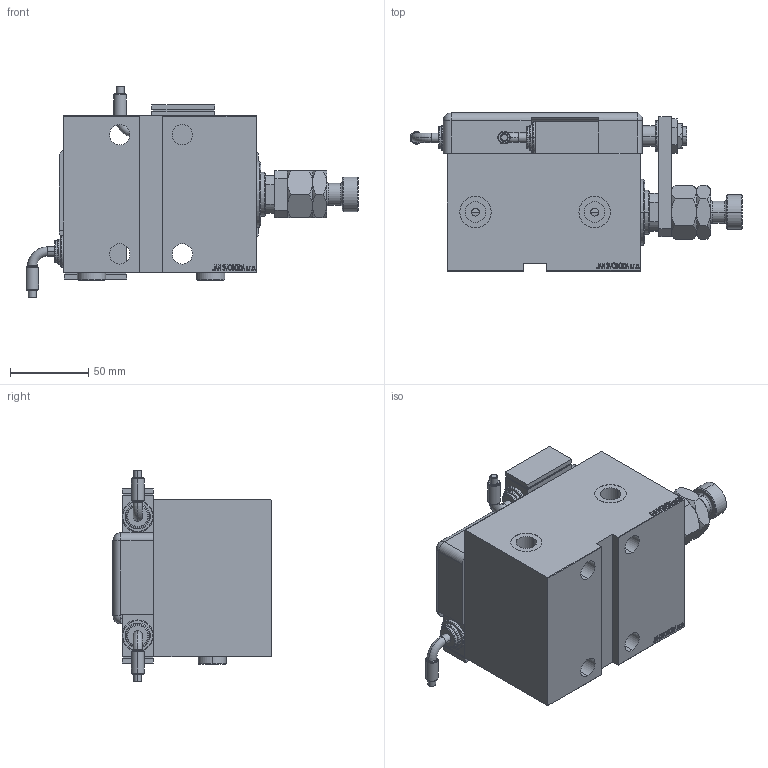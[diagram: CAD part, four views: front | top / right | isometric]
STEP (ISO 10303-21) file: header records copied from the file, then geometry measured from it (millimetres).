
FILE_DESCRIPTION (( 'STEP AP203' ), '1' );
FILE_NAME ('54cd.STEP', '2024-02-12T05:53:43', ( '' ), ( '' ), 'SwSTEP 2.0', 'SolidWorks 2019', '' );
FILE_SCHEMA (( 'CONFIG_CONTROL_DESIGN' ));
Length unit declared in the file: millimetre
Products named in the file (15): V450CM_VC_B 24c67f4d81d251b0a2ddf47513277338; SWITCH DIM A_G 24c67f4d81d251b0a2ddf47513277338; SWITCH_Q_FRONT_BACK 24c67f4d81d251b0a2ddf47513277338; NUT_D13 24c67f4d81d251b0a2ddf47513277338; MAGNETIC SWITCH Q 24c67f4d81d251b0a2ddf47513277338; KRYT 24c67f4d81d251b0a2ddf47513277338; 54cd; Zatka_OIL_PORT 24c67f4d81d251b0a2ddf47513277338; V450CM_E_Body 24c67f4d81d251b0a2ddf47513277338; NUT_D19 24c67f4d81d251b0a2ddf47513277338; TYC 24c67f4d81d251b0a2ddf47513277338; SWITCH Q 24c67f4d81d251b0a2ddf47513277338; ZARAZKA_Q 24c67f4d81d251b0a2ddf47513277338; Q_T_W_MFA 24c67f4d81d251b0a2ddf47513277338; V450CM_E_VCP 24c67f4d81d251b0a2ddf47513277338
Assembly tree (16 placements, depth 3):
  54cd
    V450CM_E_Body 24c67f4d81d251b0a2ddf47513277338
    V450CM_E_VCP 24c67f4d81d251b0a2ddf47513277338
    V450CM_VC_B 24c67f4d81d251b0a2ddf47513277338
    MAGNETIC SWITCH Q 24c67f4d81d251b0a2ddf47513277338
      SWITCH_Q_FRONT_BACK 24c67f4d81d251b0a2ddf47513277338
      TYC 24c67f4d81d251b0a2ddf47513277338
      ZARAZKA_Q 24c67f4d81d251b0a2ddf47513277338
      SWITCH DIM A_G 24c67f4d81d251b0a2ddf47513277338
      NUT_D19 24c67f4d81d251b0a2ddf47513277338
      NUT_D13 24c67f4d81d251b0a2ddf47513277338
      KRYT 24c67f4d81d251b0a2ddf47513277338
      SWITCH Q 24c67f4d81d251b0a2ddf47513277338  x2
    Q_T_W_MFA 24c67f4d81d251b0a2ddf47513277338
    Zatka_OIL_PORT 24c67f4d81d251b0a2ddf47513277338  x2
Bounding box: 211.76 x 100.8 x 135.01 mm (x, y, z)
Volume: 977954.6 mm3; surface area: 190056 mm2
Topology: 16 solids, 16 shells, 1376 faces, 3438 edges, 2247 vertices
Faces by surface type: plane 672, bspline 475, cylinder 135, cone 66, torus 26, sphere 2
Entity records: 63330 total; most frequent: CARTESIAN_POINT 33501, ORIENTED_EDGE 6540, DIRECTION 4280, EDGE_CURVE 3270, VERTEX_POINT 2146, VECTOR 1912, LINE 1912, EDGE_LOOP 1482
